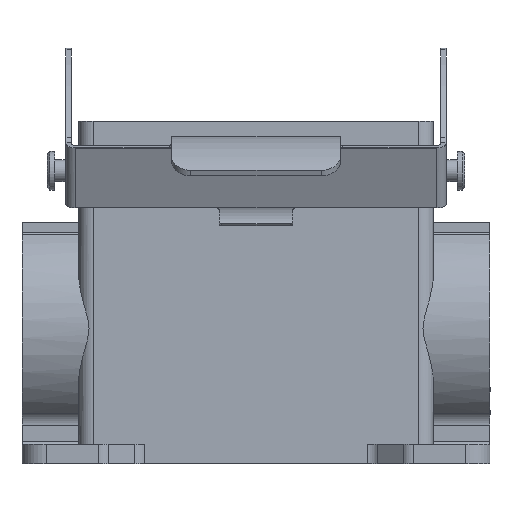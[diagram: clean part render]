
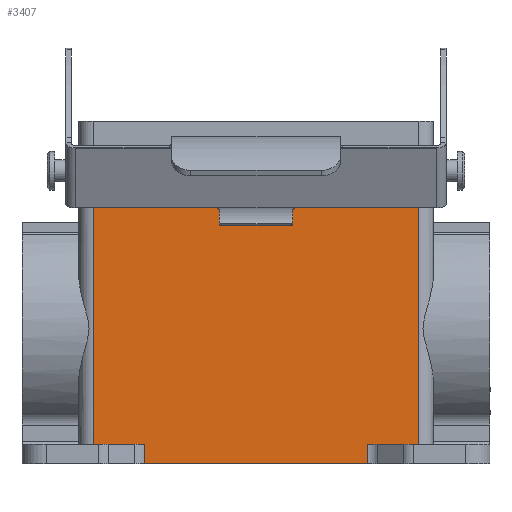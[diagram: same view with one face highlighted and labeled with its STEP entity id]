
A CAD part, top view. The second image highlights one B-rep face of the part: STEP entity #3407.
In plain terms, the highlighted planar face has unit normal (0, 0, 1).
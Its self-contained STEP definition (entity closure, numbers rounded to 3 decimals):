
#1978 = LINE ( 'NONE', #10328, #5161 ) ;
#1990 = LINE ( 'NONE', #10212, #5176 ) ;
#2022 = LINE ( 'NONE', #10434, #9083 ) ;
#2023 = LINE ( 'NONE', #9965, #9082 ) ;
#2024 = LINE ( 'NONE', #10554, #9073 ) ;
#2029 = LINE ( 'NONE', #5832, #9040 ) ;
#2030 = LINE ( 'NONE', #5513, #9039 ) ;
#2038 = LINE ( 'NONE', #5900, #8952 ) ;
#2854 = ORIENTED_EDGE ( 'NONE', *, *, #9373, .T. ) ;
#2855 = ORIENTED_EDGE ( 'NONE', *, *, #9388, .F. ) ;
#2856 = ORIENTED_EDGE ( 'NONE', *, *, #9299, .T. ) ;
#2857 = ORIENTED_EDGE ( 'NONE', *, *, #9372, .T. ) ;
#2884 = ORIENTED_EDGE ( 'NONE', *, *, #9361, .F. ) ;
#2885 = ORIENTED_EDGE ( 'NONE', *, *, #9359, .T. ) ;
#2886 = ORIENTED_EDGE ( 'NONE', *, *, #9360, .F. ) ;
#2888 = ORIENTED_EDGE ( 'NONE', *, *, #9275, .T. ) ;
#3407 = ADVANCED_FACE ( 'NONE', ( #5066 ), #8809, .F. ) ;
#3598 = EDGE_LOOP ( 'NONE', ( #2856, #2857, #2855, #2854, #2888, #2886, #2884, #2885 ) ) ;
#4677 = VERTEX_POINT ( 'NONE', #8881 ) ;
#4678 = VERTEX_POINT ( 'NONE', #8873 ) ;
#4679 = VERTEX_POINT ( 'NONE', #8874 ) ;
#4688 = VERTEX_POINT ( 'NONE', #8945 ) ;
#4721 = VERTEX_POINT ( 'NONE', #10612 ) ;
#4722 = VERTEX_POINT ( 'NONE', #10568 ) ;
#4736 = VERTEX_POINT ( 'NONE', #10241 ) ;
#4737 = VERTEX_POINT ( 'NONE', #10234 ) ;
#5066 = FACE_OUTER_BOUND ( 'NONE', #3598, .T. ) ;
#5161 = VECTOR ( 'NONE', #10327, 1000. ) ;
#5176 = VECTOR ( 'NONE', #10211, 1000. ) ;
#5301 = AXIS2_PLACEMENT_3D ( 'NONE', #8808, #8807, #8806 ) ;
#5513 = CARTESIAN_POINT ( 'NONE',  ( 71.619, 4., -6.375 ) ) ;
#5832 = CARTESIAN_POINT ( 'NONE',  ( 25.381, 0., -6.375 ) ) ;
#5900 = CARTESIAN_POINT ( 'NONE',  ( 24.25, 0., -6.375 ) ) ;
#5906 = DIRECTION ( 'NONE',  ( 0., -1., 0. ) ) ;
#6265 = DIRECTION ( 'NONE',  ( 0., 1., 0. ) ) ;
#6355 = DIRECTION ( 'NONE',  ( -1., 0., 0. ) ) ;
#8806 = DIRECTION ( 'NONE',  ( -1., 0., 0. ) ) ;
#8807 = DIRECTION ( 'NONE',  ( 0., 0., -1. ) ) ;
#8808 = CARTESIAN_POINT ( 'NONE',  ( 14.75, 66., -6.375 ) ) ;
#8809 = PLANE ( 'NONE',  #5301 ) ;
#8873 = CARTESIAN_POINT ( 'NONE',  ( 71.619, 0., -6.375 ) ) ;
#8874 = CARTESIAN_POINT ( 'NONE',  ( 14.75, 66., -6.375 ) ) ;
#8881 = CARTESIAN_POINT ( 'NONE',  ( 25.381, 0., -6.375 ) ) ;
#8945 = CARTESIAN_POINT ( 'NONE',  ( 82.25, 66., -6.375 ) ) ;
#8952 = VECTOR ( 'NONE', #6355, 1000. ) ;
#9039 = VECTOR ( 'NONE', #6265, 1000. ) ;
#9040 = VECTOR ( 'NONE', #5906, 1000. ) ;
#9073 = VECTOR ( 'NONE', #10553, 1000. ) ;
#9082 = VECTOR ( 'NONE', #9960, 1000. ) ;
#9083 = VECTOR ( 'NONE', #9984, 1000. ) ;
#9275 = EDGE_CURVE ( 'NONE', #4721, #4722, #1978, .T. ) ;
#9299 = EDGE_CURVE ( 'NONE', #4736, #4737, #1990, .T. ) ;
#9359 = EDGE_CURVE ( 'NONE', #4679, #4736, #2022, .T. ) ;
#9360 = EDGE_CURVE ( 'NONE', #4688, #4722, #2023, .T. ) ;
#9361 = EDGE_CURVE ( 'NONE', #4679, #4688, #2024, .T. ) ;
#9372 = EDGE_CURVE ( 'NONE', #4737, #4677, #2029, .T. ) ;
#9373 = EDGE_CURVE ( 'NONE', #4678, #4721, #2030, .T. ) ;
#9388 = EDGE_CURVE ( 'NONE', #4678, #4677, #2038, .T. ) ;
#9960 = DIRECTION ( 'NONE',  ( 0., -1., 0. ) ) ;
#9965 = CARTESIAN_POINT ( 'NONE',  ( 82.25, 66., -6.375 ) ) ;
#9984 = DIRECTION ( 'NONE',  ( 0., -1., 0. ) ) ;
#10211 = DIRECTION ( 'NONE',  ( 1., 0., 0. ) ) ;
#10212 = CARTESIAN_POINT ( 'NONE',  ( 14.75, 4., -6.375 ) ) ;
#10234 = CARTESIAN_POINT ( 'NONE',  ( 25.381, 4., -6.375 ) ) ;
#10241 = CARTESIAN_POINT ( 'NONE',  ( 14.75, 4., -6.375 ) ) ;
#10327 = DIRECTION ( 'NONE',  ( 1., 0., 0. ) ) ;
#10328 = CARTESIAN_POINT ( 'NONE',  ( 14.75, 4., -6.375 ) ) ;
#10434 = CARTESIAN_POINT ( 'NONE',  ( 14.75, 66., -6.375 ) ) ;
#10553 = DIRECTION ( 'NONE',  ( 1., 0., 0. ) ) ;
#10554 = CARTESIAN_POINT ( 'NONE',  ( 14.75, 66., -6.375 ) ) ;
#10568 = CARTESIAN_POINT ( 'NONE',  ( 82.25, 4., -6.375 ) ) ;
#10612 = CARTESIAN_POINT ( 'NONE',  ( 71.619, 4., -6.375 ) ) ;
